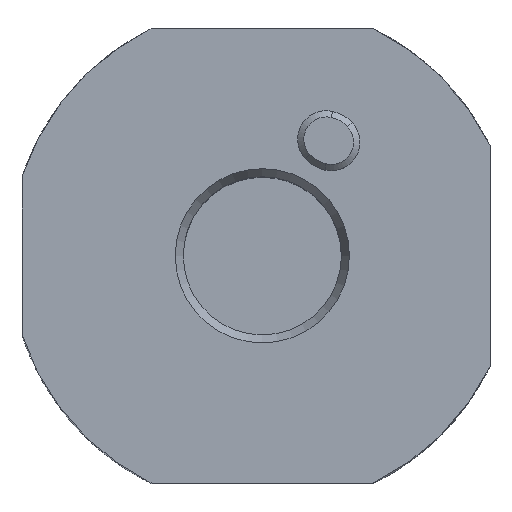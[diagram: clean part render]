
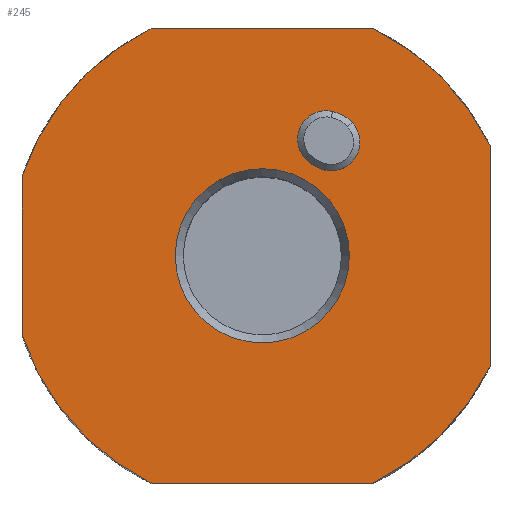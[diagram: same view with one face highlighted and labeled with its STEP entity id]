
A CAD part, top view. The second image highlights one B-rep face of the part: STEP entity #245.
In plain terms, the highlighted planar face has unit normal (0, 0, 1).
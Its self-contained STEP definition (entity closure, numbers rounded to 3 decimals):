
#245=ADVANCED_FACE('',(#583,#584,#585),#336,.F.);
#336=PLANE('',#1798);
#407=LINE('',#2627,#503);
#431=LINE('',#2789,#527);
#451=LINE('',#2819,#547);
#452=LINE('',#2823,#548);
#503=VECTOR('',#2022,1.);
#527=VECTOR('',#2172,1.);
#547=VECTOR('',#2212,1.);
#548=VECTOR('',#2215,1.);
#583=FACE_BOUND('',#621,.T.);
#584=FACE_BOUND('',#622,.T.);
#585=FACE_BOUND('',#623,.T.);
#621=EDGE_LOOP('',(#876,#877,#878,#879,#880,#881,#882,#883));
#622=EDGE_LOOP('',(#884,#885,#886,#887));
#623=EDGE_LOOP('',(#888));
#876=ORIENTED_EDGE('',*,*,#1492,.F.);
#877=ORIENTED_EDGE('',*,*,#1460,.T.);
#878=ORIENTED_EDGE('',*,*,#1512,.F.);
#879=ORIENTED_EDGE('',*,*,#1513,.F.);
#880=ORIENTED_EDGE('',*,*,#1514,.F.);
#881=ORIENTED_EDGE('',*,*,#1515,.F.);
#882=ORIENTED_EDGE('',*,*,#1416,.F.);
#883=ORIENTED_EDGE('',*,*,#1414,.T.);
#884=ORIENTED_EDGE('',*,*,#1516,.T.);
#885=ORIENTED_EDGE('',*,*,#1517,.T.);
#886=ORIENTED_EDGE('',*,*,#1518,.T.);
#887=ORIENTED_EDGE('',*,*,#1519,.T.);
#888=ORIENTED_EDGE('',*,*,#1520,.T.);
#1247=VERTEX_POINT('',#2622);
#1248=VERTEX_POINT('',#2624);
#1249=VERTEX_POINT('',#2628);
#1289=VERTEX_POINT('',#2725);
#1290=VERTEX_POINT('',#2727);
#1320=VERTEX_POINT('',#2820);
#1321=VERTEX_POINT('',#2822);
#1322=VERTEX_POINT('',#2824);
#1323=VERTEX_POINT('',#2827);
#1324=VERTEX_POINT('',#2828);
#1325=VERTEX_POINT('',#2830);
#1326=VERTEX_POINT('',#2832);
#1327=VERTEX_POINT('',#2835);
#1414=EDGE_CURVE('',#1248,#1247,#1621,.T.);
#1416=EDGE_CURVE('',#1248,#1249,#407,.T.);
#1460=EDGE_CURVE('',#1290,#1289,#1642,.T.);
#1492=EDGE_CURVE('',#1290,#1247,#431,.T.);
#1512=EDGE_CURVE('',#1320,#1289,#451,.T.);
#1513=EDGE_CURVE('',#1321,#1320,#1652,.T.);
#1514=EDGE_CURVE('',#1322,#1321,#452,.T.);
#1515=EDGE_CURVE('',#1249,#1322,#1653,.T.);
#1516=EDGE_CURVE('',#1323,#1324,#1654,.T.);
#1517=EDGE_CURVE('',#1324,#1325,#1655,.T.);
#1518=EDGE_CURVE('',#1325,#1326,#1656,.T.);
#1519=EDGE_CURVE('',#1326,#1323,#1657,.T.);
#1520=EDGE_CURVE('',#1327,#1327,#1658,.T.);
#1621=CIRCLE('',#1716,40.);
#1642=CIRCLE('',#1749,40.);
#1652=CIRCLE('',#1791,40.);
#1653=CIRCLE('',#1792,40.);
#1654=CIRCLE('',#1793,4.531);
#1655=CIRCLE('',#1794,6.1);
#1656=CIRCLE('',#1795,4.531);
#1657=CIRCLE('',#1796,6.1);
#1658=CIRCLE('',#1797,13.77);
#1716=AXIS2_PLACEMENT_3D('',#2623,#2017,#2018);
#1749=AXIS2_PLACEMENT_3D('',#2726,#2107,#2108);
#1791=AXIS2_PLACEMENT_3D('',#2821,#2213,#2214);
#1792=AXIS2_PLACEMENT_3D('',#2825,#2216,#2217);
#1793=AXIS2_PLACEMENT_3D('',#2826,#2218,#2219);
#1794=AXIS2_PLACEMENT_3D('',#2829,#2220,#2221);
#1795=AXIS2_PLACEMENT_3D('',#2831,#2222,#2223);
#1796=AXIS2_PLACEMENT_3D('',#2833,#2224,#2225);
#1797=AXIS2_PLACEMENT_3D('',#2834,#2226,#2227);
#1798=AXIS2_PLACEMENT_3D('',#2836,#2228,#2229);
#2017=DIRECTION('',(0.,0.,1.));
#2018=DIRECTION('',(-1.,0.,0.));
#2022=DIRECTION('',(1.,0.,0.));
#2107=DIRECTION('',(0.,0.,1.));
#2108=DIRECTION('',(-1.,0.,0.));
#2172=DIRECTION('',(0.,1.,0.));
#2212=DIRECTION('',(-1.,0.,0.));
#2213=DIRECTION('',(0.,0.,-1.));
#2214=DIRECTION('',(-1.,0.,0.));
#2215=DIRECTION('',(0.,-1.,0.));
#2216=DIRECTION('',(0.,0.,-1.));
#2217=DIRECTION('',(-1.,0.,0.));
#2218=DIRECTION('',(0.,0.,-1.));
#2219=DIRECTION('',(-0.866,0.5,0.));
#2220=DIRECTION('',(0.,0.,-1.));
#2221=DIRECTION('',(-0.866,0.5,0.));
#2222=DIRECTION('',(0.,0.,-1.));
#2223=DIRECTION('',(-0.866,0.5,0.));
#2224=DIRECTION('',(0.,0.,-1.));
#2225=DIRECTION('',(-0.866,0.5,0.));
#2226=DIRECTION('',(0.,0.,-1.));
#2227=DIRECTION('',(1.,0.,0.));
#2228=DIRECTION('',(0.,0.,-1.));
#2229=DIRECTION('',(1.,0.,0.));
#2622=CARTESIAN_POINT('',(-38.,12.49,80.65));
#2623=CARTESIAN_POINT('',(0.,0.,80.65));
#2624=CARTESIAN_POINT('',(-17.436,36.,80.65));
#2627=CARTESIAN_POINT('',(-40.,36.,80.65));
#2628=CARTESIAN_POINT('',(17.436,36.,80.65));
#2725=CARTESIAN_POINT('',(-17.436,-36.,80.65));
#2726=CARTESIAN_POINT('',(0.,0.,80.65));
#2727=CARTESIAN_POINT('',(-38.,-12.49,80.65));
#2789=CARTESIAN_POINT('',(-38.,0.,80.65));
#2819=CARTESIAN_POINT('',(-40.,-36.,80.65));
#2820=CARTESIAN_POINT('',(17.436,-36.,80.65));
#2821=CARTESIAN_POINT('',(0.,0.,80.65));
#2822=CARTESIAN_POINT('',(36.,-17.436,80.65));
#2823=CARTESIAN_POINT('',(36.,0.,80.65));
#2824=CARTESIAN_POINT('',(36.,17.436,80.65));
#2825=CARTESIAN_POINT('',(0.,0.,80.65));
#2826=CARTESIAN_POINT('',(10.897,17.957,80.65));
#2827=CARTESIAN_POINT('',(14.211,21.048,80.65));
#2828=CARTESIAN_POINT('',(9.877,13.542,80.65));
#2829=CARTESIAN_POINT('',(11.25,19.486,80.65));
#2830=CARTESIAN_POINT('',(6.789,15.325,80.65));
#2831=CARTESIAN_POINT('',(10.103,18.416,80.65));
#2832=CARTESIAN_POINT('',(11.123,22.831,80.65));
#2833=CARTESIAN_POINT('',(9.75,16.887,80.65));
#2834=CARTESIAN_POINT('',(0.,0.,80.65));
#2835=CARTESIAN_POINT('',(13.77,0.,80.65));
#2836=CARTESIAN_POINT('',(-40.,0.,80.65));
